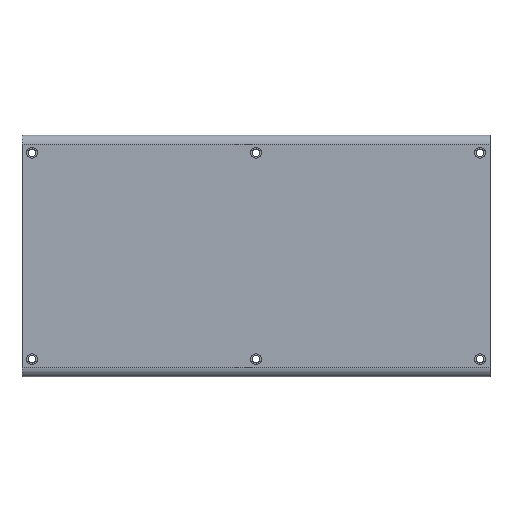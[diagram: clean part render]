
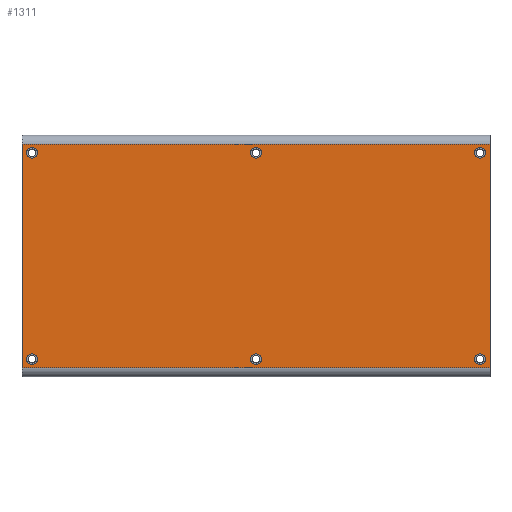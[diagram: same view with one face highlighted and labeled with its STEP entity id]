
A CAD part, front view. The second image highlights one B-rep face of the part: STEP entity #1311.
In plain terms, the highlighted planar face has unit normal (0, -1, 0).
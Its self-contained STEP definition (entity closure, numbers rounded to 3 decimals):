
#2 = DIRECTION ( 'NONE',  ( -1., 0., 0. ) ) ;
#8 = LINE ( 'NONE', #111, #1256 ) ;
#17 = CIRCLE ( 'NONE', #1052, 1.75 ) ;
#33 = CARTESIAN_POINT ( 'NONE',  ( 0., 0., 35.15 ) ) ;
#42 = DIRECTION ( 'NONE',  ( 0., -1., 0. ) ) ;
#48 = AXIS2_PLACEMENT_3D ( 'NONE', #887, #42, #1251 ) ;
#51 = DIRECTION ( 'NONE',  ( 0., 0., -1. ) ) ;
#53 = EDGE_CURVE ( 'NONE', #937, #525, #930, .T. ) ;
#57 = CARTESIAN_POINT ( 'NONE',  ( -72.5, 0., 33.4 ) ) ;
#66 = ORIENTED_EDGE ( 'NONE', *, *, #171, .F. ) ;
#74 = AXIS2_PLACEMENT_3D ( 'NONE', #57, #279, #51 ) ;
#75 = LINE ( 'NONE', #1521, #274 ) ;
#85 = CARTESIAN_POINT ( 'NONE',  ( 72.5, 0., 35.15 ) ) ;
#97 = DIRECTION ( 'NONE',  ( 0., -1., 0. ) ) ;
#102 = DIRECTION ( 'NONE',  ( 0., -1., 0. ) ) ;
#111 = CARTESIAN_POINT ( 'NONE',  ( 75.75, 0., -36.15 ) ) ;
#120 = VECTOR ( 'NONE', #465, 1000. ) ;
#144 = AXIS2_PLACEMENT_3D ( 'NONE', #353, #834, #224 ) ;
#150 = CIRCLE ( 'NONE', #74, 1.75 ) ;
#159 = ORIENTED_EDGE ( 'NONE', *, *, #1230, .F. ) ;
#161 = FACE_BOUND ( 'NONE', #918, .T. ) ;
#164 = CARTESIAN_POINT ( 'NONE',  ( 0., 0., 31.65 ) ) ;
#171 = EDGE_CURVE ( 'NONE', #298, #1154, #1050, .T. ) ;
#214 = EDGE_LOOP ( 'NONE', ( #314, #466, #1527, #1068 ) ) ;
#215 = ORIENTED_EDGE ( 'NONE', *, *, #1144, .F. ) ;
#217 = CIRCLE ( 'NONE', #317, 1.75 ) ;
#222 = EDGE_CURVE ( 'NONE', #1510, #1465, #290, .T. ) ;
#224 = DIRECTION ( 'NONE',  ( 0., 0., -1. ) ) ;
#241 = EDGE_LOOP ( 'NONE', ( #66, #1014 ) ) ;
#257 = DIRECTION ( 'NONE',  ( 0., 0., -1. ) ) ;
#264 = CARTESIAN_POINT ( 'NONE',  ( 75.75, 0., 36.15 ) ) ;
#274 = VECTOR ( 'NONE', #435, 1000. ) ;
#276 = DIRECTION ( 'NONE',  ( 0., 0., 1. ) ) ;
#279 = DIRECTION ( 'NONE',  ( 0., -1., 0. ) ) ;
#286 = CARTESIAN_POINT ( 'NONE',  ( -75.75, 0., 36.15 ) ) ;
#290 = CIRCLE ( 'NONE', #469, 1.75 ) ;
#298 = VERTEX_POINT ( 'NONE', #808 ) ;
#314 = ORIENTED_EDGE ( 'NONE', *, *, #842, .F. ) ;
#316 = DIRECTION ( 'NONE',  ( 0., -1., 0. ) ) ;
#317 = AXIS2_PLACEMENT_3D ( 'NONE', #406, #544, #903 ) ;
#337 = CARTESIAN_POINT ( 'NONE',  ( 75.75, 0., 36.15 ) ) ;
#343 = AXIS2_PLACEMENT_3D ( 'NONE', #1345, #364, #1325 ) ;
#349 = AXIS2_PLACEMENT_3D ( 'NONE', #1137, #1261, #1406 ) ;
#351 = EDGE_CURVE ( 'NONE', #542, #602, #713, .T. ) ;
#353 = CARTESIAN_POINT ( 'NONE',  ( 72.5, 0., 33.4 ) ) ;
#364 = DIRECTION ( 'NONE',  ( 0., -1., 0. ) ) ;
#369 = FACE_OUTER_BOUND ( 'NONE', #214, .T. ) ;
#370 = ORIENTED_EDGE ( 'NONE', *, *, #222, .F. ) ;
#379 = ORIENTED_EDGE ( 'NONE', *, *, #534, .F. ) ;
#406 = CARTESIAN_POINT ( 'NONE',  ( 72.5, 0., -33.4 ) ) ;
#423 = CIRCLE ( 'NONE', #48, 1.75 ) ;
#424 = ORIENTED_EDGE ( 'NONE', *, *, #53, .F. ) ;
#426 = EDGE_CURVE ( 'NONE', #1154, #298, #217, .T. ) ;
#429 = DIRECTION ( 'NONE',  ( 0., 0., -1. ) ) ;
#435 = DIRECTION ( 'NONE',  ( -1., 0., 0. ) ) ;
#455 = DIRECTION ( 'NONE',  ( 0., 0., -1. ) ) ;
#465 = DIRECTION ( 'NONE',  ( 0., 0., 1. ) ) ;
#466 = ORIENTED_EDGE ( 'NONE', *, *, #999, .F. ) ;
#469 = AXIS2_PLACEMENT_3D ( 'NONE', #488, #1232, #1240 ) ;
#472 = AXIS2_PLACEMENT_3D ( 'NONE', #1304, #316, #811 ) ;
#488 = CARTESIAN_POINT ( 'NONE',  ( -72.5, 0., -33.4 ) ) ;
#489 = FACE_BOUND ( 'NONE', #944, .T. ) ;
#498 = FACE_BOUND ( 'NONE', #1176, .T. ) ;
#509 = VERTEX_POINT ( 'NONE', #939 ) ;
#525 = VERTEX_POINT ( 'NONE', #85 ) ;
#530 = VERTEX_POINT ( 'NONE', #1409 ) ;
#534 = EDGE_CURVE ( 'NONE', #1390, #748, #1206, .T. ) ;
#542 = VERTEX_POINT ( 'NONE', #1290 ) ;
#544 = DIRECTION ( 'NONE',  ( 0., -1., 0. ) ) ;
#550 = EDGE_CURVE ( 'NONE', #748, #1390, #1412, .T. ) ;
#573 = EDGE_LOOP ( 'NONE', ( #1523, #379 ) ) ;
#577 = VECTOR ( 'NONE', #276, 1000. ) ;
#578 = CARTESIAN_POINT ( 'NONE',  ( 72.5, 0., 31.65 ) ) ;
#579 = AXIS2_PLACEMENT_3D ( 'NONE', #264, #644, #754 ) ;
#599 = EDGE_CURVE ( 'NONE', #1465, #1510, #1231, .T. ) ;
#602 = VERTEX_POINT ( 'NONE', #1087 ) ;
#614 = FACE_BOUND ( 'NONE', #711, .T. ) ;
#623 = DIRECTION ( 'NONE',  ( 0., -1., 0. ) ) ;
#644 = DIRECTION ( 'NONE',  ( 0., -1., 0. ) ) ;
#659 = CARTESIAN_POINT ( 'NONE',  ( 72.5, 0., -33.4 ) ) ;
#689 = AXIS2_PLACEMENT_3D ( 'NONE', #1544, #97, #455 ) ;
#711 = EDGE_LOOP ( 'NONE', ( #1321, #1140 ) ) ;
#713 = LINE ( 'NONE', #337, #120 ) ;
#732 = AXIS2_PLACEMENT_3D ( 'NONE', #1054, #102, #429 ) ;
#748 = VERTEX_POINT ( 'NONE', #164 ) ;
#750 = CARTESIAN_POINT ( 'NONE',  ( -72.5, 0., -31.65 ) ) ;
#754 = DIRECTION ( 'NONE',  ( 0., 0., -1. ) ) ;
#808 = CARTESIAN_POINT ( 'NONE',  ( 72.5, 0., -35.15 ) ) ;
#811 = DIRECTION ( 'NONE',  ( 0., 0., -1. ) ) ;
#834 = DIRECTION ( 'NONE',  ( 0., -1., 0. ) ) ;
#842 = EDGE_CURVE ( 'NONE', #1349, #509, #1360, .T. ) ;
#872 = FACE_BOUND ( 'NONE', #573, .T. ) ;
#887 = CARTESIAN_POINT ( 'NONE',  ( -72.5, 0., 33.4 ) ) ;
#903 = DIRECTION ( 'NONE',  ( 0., 0., -1. ) ) ;
#918 = EDGE_LOOP ( 'NONE', ( #424, #159 ) ) ;
#930 = CIRCLE ( 'NONE', #144, 1.75 ) ;
#937 = VERTEX_POINT ( 'NONE', #578 ) ;
#939 = CARTESIAN_POINT ( 'NONE',  ( -75.75, 0., 36.15 ) ) ;
#943 = EDGE_CURVE ( 'NONE', #1567, #1060, #17, .T. ) ;
#944 = EDGE_LOOP ( 'NONE', ( #1047, #370 ) ) ;
#999 = EDGE_CURVE ( 'NONE', #542, #1349, #8, .T. ) ;
#1014 = ORIENTED_EDGE ( 'NONE', *, *, #426, .F. ) ;
#1023 = CARTESIAN_POINT ( 'NONE',  ( 0., 0., -35.15 ) ) ;
#1036 = CIRCLE ( 'NONE', #349, 1.75 ) ;
#1037 = CARTESIAN_POINT ( 'NONE',  ( 0., 0., -33.4 ) ) ;
#1047 = ORIENTED_EDGE ( 'NONE', *, *, #599, .F. ) ;
#1050 = CIRCLE ( 'NONE', #1332, 1.75 ) ;
#1052 = AXIS2_PLACEMENT_3D ( 'NONE', #1037, #1518, #1526 ) ;
#1054 = CARTESIAN_POINT ( 'NONE',  ( 0., 0., 33.4 ) ) ;
#1060 = VERTEX_POINT ( 'NONE', #1569 ) ;
#1068 = ORIENTED_EDGE ( 'NONE', *, *, #1541, .T. ) ;
#1076 = CARTESIAN_POINT ( 'NONE',  ( -75.75, 0., -36.15 ) ) ;
#1087 = CARTESIAN_POINT ( 'NONE',  ( 75.75, 0., 36.15 ) ) ;
#1090 = FACE_BOUND ( 'NONE', #241, .T. ) ;
#1137 = CARTESIAN_POINT ( 'NONE',  ( 0., 0., -33.4 ) ) ;
#1140 = ORIENTED_EDGE ( 'NONE', *, *, #1575, .F. ) ;
#1144 = EDGE_CURVE ( 'NONE', #530, #1450, #150, .T. ) ;
#1154 = VERTEX_POINT ( 'NONE', #1497 ) ;
#1176 = EDGE_LOOP ( 'NONE', ( #215, #1294 ) ) ;
#1206 = CIRCLE ( 'NONE', #472, 1.75 ) ;
#1230 = EDGE_CURVE ( 'NONE', #525, #937, #1568, .T. ) ;
#1231 = CIRCLE ( 'NONE', #343, 1.75 ) ;
#1232 = DIRECTION ( 'NONE',  ( 0., -1., 0. ) ) ;
#1240 = DIRECTION ( 'NONE',  ( 0., 0., -1. ) ) ;
#1251 = DIRECTION ( 'NONE',  ( 0., 0., -1. ) ) ;
#1256 = VECTOR ( 'NONE', #2, 1000. ) ;
#1261 = DIRECTION ( 'NONE',  ( 0., -1., 0. ) ) ;
#1290 = CARTESIAN_POINT ( 'NONE',  ( 75.75, 0., -36.15 ) ) ;
#1294 = ORIENTED_EDGE ( 'NONE', *, *, #1426, .F. ) ;
#1304 = CARTESIAN_POINT ( 'NONE',  ( 0., 0., 33.4 ) ) ;
#1311 = ADVANCED_FACE ( 'NONE', ( #498, #872, #161, #1090, #614, #489, #369 ), #1350, .T. ) ;
#1321 = ORIENTED_EDGE ( 'NONE', *, *, #943, .F. ) ;
#1325 = DIRECTION ( 'NONE',  ( 0., 0., -1. ) ) ;
#1332 = AXIS2_PLACEMENT_3D ( 'NONE', #659, #623, #257 ) ;
#1342 = CARTESIAN_POINT ( 'NONE',  ( -72.5, 0., 35.15 ) ) ;
#1345 = CARTESIAN_POINT ( 'NONE',  ( -72.5, 0., -33.4 ) ) ;
#1349 = VERTEX_POINT ( 'NONE', #1076 ) ;
#1350 = PLANE ( 'NONE',  #579 ) ;
#1353 = CARTESIAN_POINT ( 'NONE',  ( -72.5, 0., -35.15 ) ) ;
#1360 = LINE ( 'NONE', #286, #577 ) ;
#1390 = VERTEX_POINT ( 'NONE', #33 ) ;
#1406 = DIRECTION ( 'NONE',  ( 0., 0., -1. ) ) ;
#1409 = CARTESIAN_POINT ( 'NONE',  ( -72.5, 0., 31.65 ) ) ;
#1412 = CIRCLE ( 'NONE', #732, 1.75 ) ;
#1426 = EDGE_CURVE ( 'NONE', #1450, #530, #423, .T. ) ;
#1450 = VERTEX_POINT ( 'NONE', #1342 ) ;
#1465 = VERTEX_POINT ( 'NONE', #1353 ) ;
#1497 = CARTESIAN_POINT ( 'NONE',  ( 72.5, 0., -31.65 ) ) ;
#1510 = VERTEX_POINT ( 'NONE', #750 ) ;
#1518 = DIRECTION ( 'NONE',  ( 0., -1., 0. ) ) ;
#1521 = CARTESIAN_POINT ( 'NONE',  ( 75.75, 0., 36.15 ) ) ;
#1523 = ORIENTED_EDGE ( 'NONE', *, *, #550, .F. ) ;
#1526 = DIRECTION ( 'NONE',  ( 0., 0., -1. ) ) ;
#1527 = ORIENTED_EDGE ( 'NONE', *, *, #351, .T. ) ;
#1541 = EDGE_CURVE ( 'NONE', #602, #509, #75, .T. ) ;
#1544 = CARTESIAN_POINT ( 'NONE',  ( 72.5, 0., 33.4 ) ) ;
#1567 = VERTEX_POINT ( 'NONE', #1023 ) ;
#1568 = CIRCLE ( 'NONE', #689, 1.75 ) ;
#1569 = CARTESIAN_POINT ( 'NONE',  ( 0., 0., -31.65 ) ) ;
#1575 = EDGE_CURVE ( 'NONE', #1060, #1567, #1036, .T. ) ;
